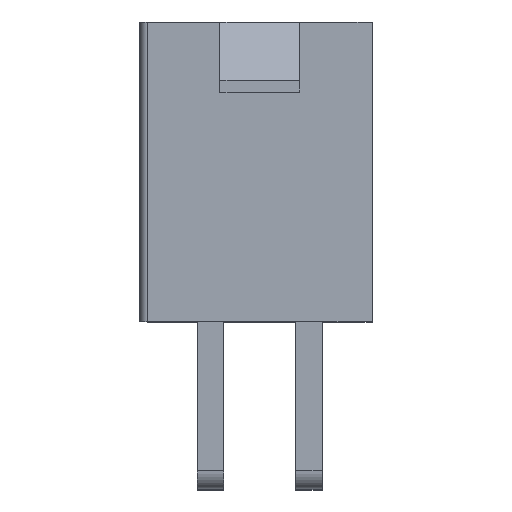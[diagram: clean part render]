
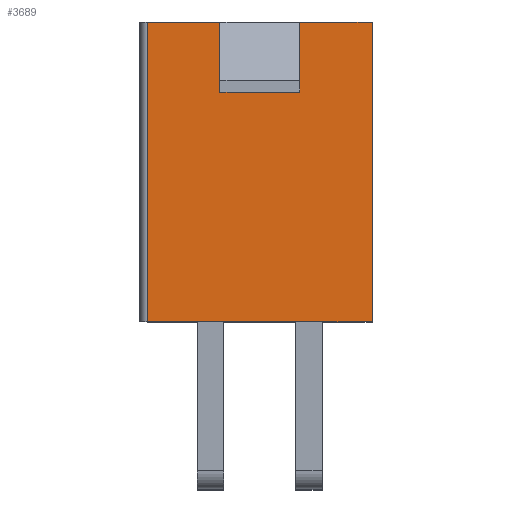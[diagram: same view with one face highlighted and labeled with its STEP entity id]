
A CAD part, top view. The second image highlights one B-rep face of the part: STEP entity #3689.
In plain terms, the highlighted planar face has unit normal (0, 0, 1).
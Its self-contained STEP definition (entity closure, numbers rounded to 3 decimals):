
#456=ORIENTED_EDGE('',*,*,#1027,.T.);
#457=ORIENTED_EDGE('',*,*,#1028,.T.);
#458=ORIENTED_EDGE('',*,*,#1016,.F.);
#459=ORIENTED_EDGE('',*,*,#1029,.T.);
#460=ORIENTED_EDGE('',*,*,#1030,.T.);
#461=ORIENTED_EDGE('',*,*,#1031,.F.);
#462=ORIENTED_EDGE('',*,*,#1018,.F.);
#463=ORIENTED_EDGE('',*,*,#1032,.F.);
#1016=EDGE_CURVE('',#1315,#1316,#1615,.T.);
#1018=EDGE_CURVE('',#1317,#1314,#1617,.T.);
#1027=EDGE_CURVE('',#1322,#1323,#1626,.T.);
#1028=EDGE_CURVE('',#1323,#1316,#1627,.T.);
#1029=EDGE_CURVE('',#1315,#1324,#1628,.T.);
#1030=EDGE_CURVE('',#1324,#1325,#1629,.T.);
#1031=EDGE_CURVE('',#1314,#1325,#1630,.T.);
#1032=EDGE_CURVE('',#1322,#1317,#1631,.T.);
#1314=VERTEX_POINT('',#5059);
#1315=VERTEX_POINT('',#5062);
#1316=VERTEX_POINT('',#5064);
#1317=VERTEX_POINT('',#5066);
#1322=VERTEX_POINT('',#5083);
#1323=VERTEX_POINT('',#5084);
#1324=VERTEX_POINT('',#5087);
#1325=VERTEX_POINT('',#5089);
#1615=LINE('',#5063,#1978);
#1617=LINE('',#5067,#1980);
#1626=LINE('',#5082,#1989);
#1627=LINE('',#5085,#1990);
#1628=LINE('',#5086,#1991);
#1629=LINE('',#5088,#1992);
#1630=LINE('',#5090,#1993);
#1631=LINE('',#5091,#1994);
#1978=VECTOR('',#4316,1000.);
#1980=VECTOR('',#4318,1000.);
#1989=VECTOR('',#4331,1000.);
#1990=VECTOR('',#4332,1000.);
#1991=VECTOR('',#4333,1000.);
#1992=VECTOR('',#4334,1000.);
#1993=VECTOR('',#4335,1000.);
#1994=VECTOR('',#4336,1000.);
#2211=EDGE_LOOP('',(#456,#457,#458,#459,#460,#461,#462,#463));
#2378=FACE_BOUND('',#2211,.T.);
#2527=PLANE('',#3851);
#3689=ADVANCED_FACE('',(#2378),#2527,.T.);
#3851=AXIS2_PLACEMENT_3D('',#5081,#4329,#4330);
#4316=DIRECTION('',(-1.,0.,0.));
#4318=DIRECTION('',(-1.,0.,0.));
#4329=DIRECTION('',(0.,0.,1.));
#4330=DIRECTION('',(1.,0.,0.));
#4331=DIRECTION('',(1.,0.,0.));
#4332=DIRECTION('',(0.,-1.,0.));
#4333=DIRECTION('',(0.,1.,0.));
#4334=DIRECTION('',(-1.,0.,0.));
#4335=DIRECTION('',(0.,1.,0.));
#4336=DIRECTION('',(0.,-1.,0.));
#5059=CARTESIAN_POINT('',(-4.8,-6.4,4.8));
#5062=CARTESIAN_POINT('',(4.8,-6.4,4.8));
#5063=CARTESIAN_POINT('',(4.8,-6.4,4.8));
#5064=CARTESIAN_POINT('',(1.7,-6.4,4.8));
#5066=CARTESIAN_POINT('',(-1.7,-6.4,4.8));
#5067=CARTESIAN_POINT('',(4.8,-6.4,4.8));
#5081=CARTESIAN_POINT('',(4.8,-6.4,4.8));
#5082=CARTESIAN_POINT('',(-1.7,-3.4,4.8));
#5083=CARTESIAN_POINT('',(-1.7,-3.4,4.8));
#5084=CARTESIAN_POINT('',(1.7,-3.4,4.8));
#5085=CARTESIAN_POINT('',(1.7,-3.4,4.8));
#5086=CARTESIAN_POINT('',(4.8,-6.4,4.8));
#5087=CARTESIAN_POINT('',(4.8,6.4,4.8));
#5088=CARTESIAN_POINT('',(4.8,6.4,4.8));
#5089=CARTESIAN_POINT('',(-4.8,6.4,4.8));
#5090=CARTESIAN_POINT('',(-4.8,-6.4,4.8));
#5091=CARTESIAN_POINT('',(-1.7,-3.4,4.8));
